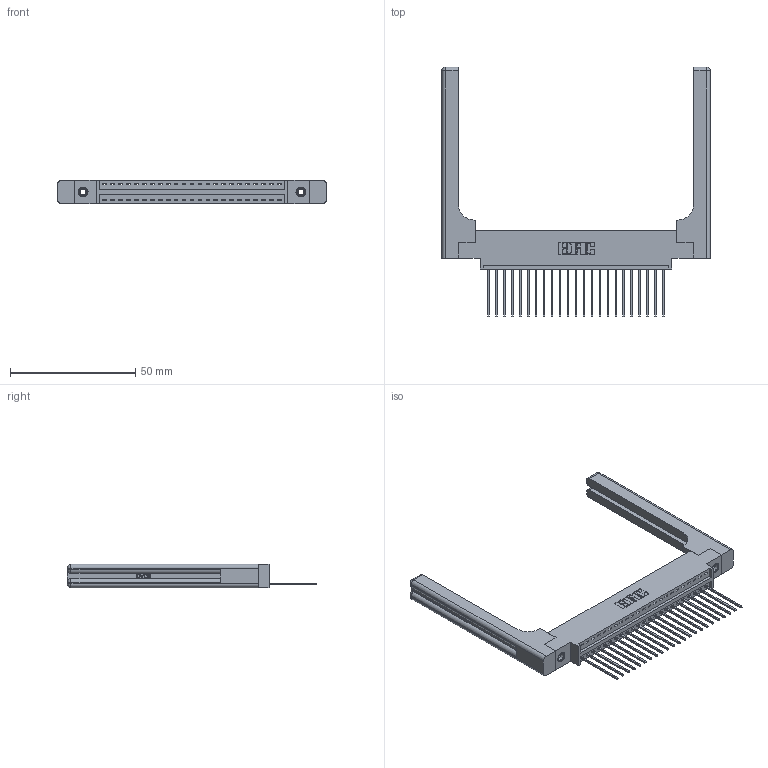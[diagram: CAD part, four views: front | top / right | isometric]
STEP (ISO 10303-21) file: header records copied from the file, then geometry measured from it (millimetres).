
FILE_DESCRIPTION (( 'STEP AP203' ), '1' );
FILE_NAME ('396-023-541-658.STEP', '2019-10-27T05:31:32', ( '' ), ( '' ), 'SwSTEP 2.0', 'SolidWorks 2016', '' );
FILE_SCHEMA (( 'CONFIG_CONTROL_DESIGN' ));
Length unit declared in the file: inch
Products named in the file (5): 345-250-001_345-250-001-102; 346-220-058_345-220-058; 346 Part_0.170 Offset - 0.156 Dia-TH; 396-023-541-658; 345-292-001_345-293-141
Assembly tree (28 placements, depth 2):
  396-023-541-658
    346 Part_0.170 Offset - 0.156 Dia-TH
    345-292-001_345-293-141  x23
    345-250-001_345-250-001-102  x2
    346-220-058_345-220-058  x2
Bounding box: 107.09 x 99.57 x 9.4 mm (x, y, z)
Volume: 17559.3 mm3; surface area: 18128.1 mm2
Topology: 28 solids, 28 shells, 1716 faces, 5055 edges, 3318 vertices
Faces by surface type: plane 1148, cylinder 508, bspline 36, cone 12, sphere 8, torus 4
Entity records: 22164 total; most frequent: CARTESIAN_POINT 4786, ORIENTED_EDGE 3540, DIRECTION 3176, EDGE_CURVE 1770, LINE 1454, VECTOR 1454, VERTEX_POINT 1170, AXIS2_PLACEMENT_3D 861
